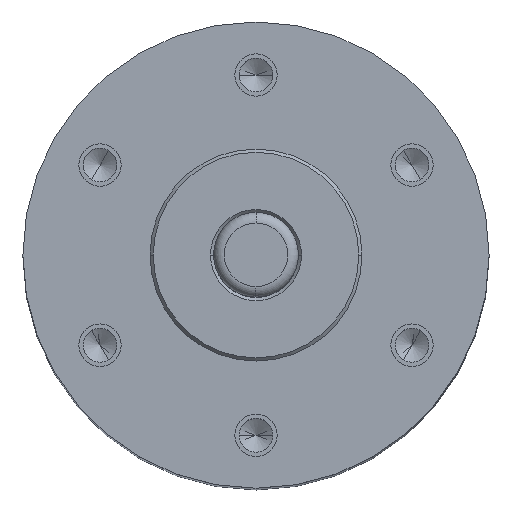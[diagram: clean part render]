
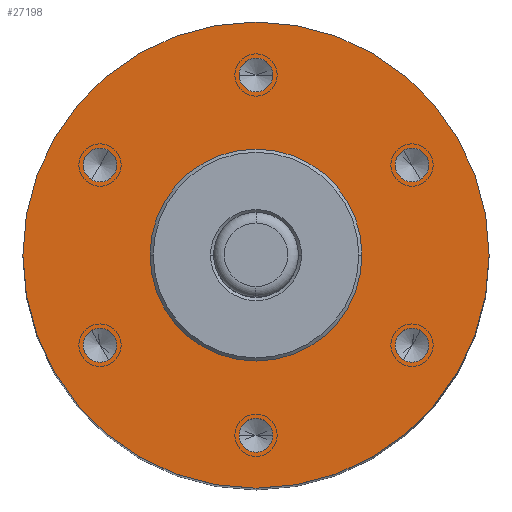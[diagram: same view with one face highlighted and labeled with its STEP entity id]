
A CAD part, top view. The second image highlights one B-rep face of the part: STEP entity #27198.
In plain terms, the highlighted planar face has unit normal (0, 0, 1).
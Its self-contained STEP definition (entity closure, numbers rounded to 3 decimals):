
#26524=CARTESIAN_POINT('',(0.,0.,0.));
#26525=DIRECTION('',(0.,0.,-1.));
#26526=DIRECTION('',(0.,1.,0.));
#26527=AXIS2_PLACEMENT_3D('',#26524,#26525,#26526);
#26556=CARTESIAN_POINT('',(0.,0.,0.));
#26557=DIRECTION('',(0.,0.,1.));
#26558=DIRECTION('',(0.,1.,0.));
#26559=AXIS2_PLACEMENT_3D('',#26556,#26557,#26558);
#26565=CARTESIAN_POINT('',(0.,0.,0.));
#26566=DIRECTION('',(0.,0.,1.));
#26567=DIRECTION('',(0.,1.,0.));
#26568=AXIS2_PLACEMENT_3D('',#26565,#26566,#26567);
#26570=CARTESIAN_POINT('',(0.,0.,0.));
#26571=DIRECTION('',(0.,0.,-1.));
#26572=DIRECTION('',(0.,1.,0.));
#26573=AXIS2_PLACEMENT_3D('',#26570,#26571,#26572);
#26575=CARTESIAN_POINT('',(0.,8.5,0.));
#26576=DIRECTION('',(0.,0.,1.));
#26577=DIRECTION('',(-1.,0.,0.));
#26578=AXIS2_PLACEMENT_3D('',#26575,#26576,#26577);
#26580=CARTESIAN_POINT('',(0.,8.5,0.));
#26581=DIRECTION('',(0.,0.,1.));
#26582=DIRECTION('',(1.,0.,0.));
#26583=AXIS2_PLACEMENT_3D('',#26580,#26581,#26582);
#26585=CARTESIAN_POINT('',(7.361,4.25,0.));
#26586=DIRECTION('',(0.,0.,1.));
#26587=DIRECTION('',(-0.5,0.866,0.));
#26588=AXIS2_PLACEMENT_3D('',#26585,#26586,#26587);
#26590=CARTESIAN_POINT('',(7.361,4.25,0.));
#26591=DIRECTION('',(0.,0.,1.));
#26592=DIRECTION('',(0.5,-0.866,0.));
#26593=AXIS2_PLACEMENT_3D('',#26590,#26591,#26592);
#26595=CARTESIAN_POINT('',(7.361,-4.25,0.));
#26596=DIRECTION('',(0.,0.,1.));
#26597=DIRECTION('',(0.5,0.866,0.));
#26598=AXIS2_PLACEMENT_3D('',#26595,#26596,#26597);
#26600=CARTESIAN_POINT('',(7.361,-4.25,0.));
#26601=DIRECTION('',(0.,0.,1.));
#26602=DIRECTION('',(-0.5,-0.866,0.));
#26603=AXIS2_PLACEMENT_3D('',#26600,#26601,#26602);
#26605=CARTESIAN_POINT('',(0.,-8.5,0.));
#26606=DIRECTION('',(0.,0.,1.));
#26607=DIRECTION('',(1.,0.,0.));
#26608=AXIS2_PLACEMENT_3D('',#26605,#26606,#26607);
#26610=CARTESIAN_POINT('',(0.,-8.5,0.));
#26611=DIRECTION('',(0.,0.,1.));
#26612=DIRECTION('',(-1.,0.,0.));
#26613=AXIS2_PLACEMENT_3D('',#26610,#26611,#26612);
#26615=CARTESIAN_POINT('',(-7.361,-4.25,0.));
#26616=DIRECTION('',(0.,0.,1.));
#26617=DIRECTION('',(0.5,-0.866,0.));
#26618=AXIS2_PLACEMENT_3D('',#26615,#26616,#26617);
#26620=CARTESIAN_POINT('',(-7.361,-4.25,0.));
#26621=DIRECTION('',(0.,0.,1.));
#26622=DIRECTION('',(-0.5,0.866,0.));
#26623=AXIS2_PLACEMENT_3D('',#26620,#26621,#26622);
#26625=CARTESIAN_POINT('',(-7.361,4.25,0.));
#26626=DIRECTION('',(0.,0.,1.));
#26627=DIRECTION('',(-0.5,-0.866,0.));
#26628=AXIS2_PLACEMENT_3D('',#26625,#26626,#26627);
#26630=CARTESIAN_POINT('',(-7.361,4.25,0.));
#26631=DIRECTION('',(0.,0.,1.));
#26632=DIRECTION('',(0.5,0.866,0.));
#26633=AXIS2_PLACEMENT_3D('',#26630,#26631,#26632);
#26982=CARTESIAN_POINT('',(0.,11.,0.));
#26984=VERTEX_POINT('',#26982);
#26998=CARTESIAN_POINT('',(0.,-11.,0.));
#27000=VERTEX_POINT('',#26998);
#27001=CARTESIAN_POINT('',(0.,5.,0.));
#27002=CARTESIAN_POINT('',(0.,-5.,0.));
#27003=VERTEX_POINT('',#27001);
#27004=VERTEX_POINT('',#27002);
#27035=CARTESIAN_POINT('',(-0.8,8.5,0.));
#27036=CARTESIAN_POINT('',(0.8,8.5,0.));
#27037=VERTEX_POINT('',#27035);
#27038=VERTEX_POINT('',#27036);
#27045=CARTESIAN_POINT('',(6.961,4.943,0.));
#27046=CARTESIAN_POINT('',(7.761,3.557,0.));
#27047=VERTEX_POINT('',#27045);
#27048=VERTEX_POINT('',#27046);
#27055=CARTESIAN_POINT('',(7.761,-3.557,0.));
#27056=CARTESIAN_POINT('',(6.961,-4.943,0.));
#27057=VERTEX_POINT('',#27055);
#27058=VERTEX_POINT('',#27056);
#27065=CARTESIAN_POINT('',(0.8,-8.5,0.));
#27066=CARTESIAN_POINT('',(-0.8,-8.5,0.));
#27067=VERTEX_POINT('',#27065);
#27068=VERTEX_POINT('',#27066);
#27075=CARTESIAN_POINT('',(-6.961,-4.943,0.));
#27076=CARTESIAN_POINT('',(-7.761,-3.557,0.));
#27077=VERTEX_POINT('',#27075);
#27078=VERTEX_POINT('',#27076);
#27085=CARTESIAN_POINT('',(-7.761,3.557,0.));
#27086=CARTESIAN_POINT('',(-6.961,4.943,0.));
#27087=VERTEX_POINT('',#27085);
#27088=VERTEX_POINT('',#27086);
#27147=CARTESIAN_POINT('',(0.,0.,0.));
#27148=DIRECTION('',(0.,0.,-1.));
#27149=DIRECTION('',(0.,-1.,0.));
#27150=AXIS2_PLACEMENT_3D('',#27147,#27148,#27149);
#27151=PLANE('',#27150);
#27153=ORIENTED_EDGE('',*,*,#27152,.F.);
#27155=ORIENTED_EDGE('',*,*,#27154,.T.);
#27156=EDGE_LOOP('',(#27153,#27155));
#27157=FACE_OUTER_BOUND('',#27156,.F.);
#27158=ORIENTED_EDGE('',*,*,#27098,.F.);
#27159=ORIENTED_EDGE('',*,*,#27141,.T.);
#27160=EDGE_LOOP('',(#27158,#27159));
#27161=FACE_BOUND('',#27160,.F.);
#27163=ORIENTED_EDGE('',*,*,#27162,.T.);
#27165=ORIENTED_EDGE('',*,*,#27164,.T.);
#27166=EDGE_LOOP('',(#27163,#27165));
#27167=FACE_BOUND('',#27166,.F.);
#27169=ORIENTED_EDGE('',*,*,#27168,.T.);
#27171=ORIENTED_EDGE('',*,*,#27170,.T.);
#27172=EDGE_LOOP('',(#27169,#27171));
#27173=FACE_BOUND('',#27172,.F.);
#27175=ORIENTED_EDGE('',*,*,#27174,.T.);
#27177=ORIENTED_EDGE('',*,*,#27176,.T.);
#27178=EDGE_LOOP('',(#27175,#27177));
#27179=FACE_BOUND('',#27178,.F.);
#27181=ORIENTED_EDGE('',*,*,#27180,.T.);
#27183=ORIENTED_EDGE('',*,*,#27182,.T.);
#27184=EDGE_LOOP('',(#27181,#27183));
#27185=FACE_BOUND('',#27184,.F.);
#27187=ORIENTED_EDGE('',*,*,#27186,.T.);
#27189=ORIENTED_EDGE('',*,*,#27188,.T.);
#27190=EDGE_LOOP('',(#27187,#27189));
#27191=FACE_BOUND('',#27190,.F.);
#27193=ORIENTED_EDGE('',*,*,#27192,.T.);
#27195=ORIENTED_EDGE('',*,*,#27194,.T.);
#27196=EDGE_LOOP('',(#27193,#27195));
#27197=FACE_BOUND('',#27196,.F.);
#27198=ADVANCED_FACE('',(#27157,#27161,#27167,#27173,#27179,#27185,#27191,
#27197),#27151,.F.);
#26528=CIRCLE('',#26527,5.);
#26560=CIRCLE('',#26559,5.);
#26569=CIRCLE('',#26568,11.);
#26574=CIRCLE('',#26573,11.);
#26579=CIRCLE('',#26578,0.8);
#26584=CIRCLE('',#26583,0.8);
#26589=CIRCLE('',#26588,0.8);
#26594=CIRCLE('',#26593,0.8);
#26599=CIRCLE('',#26598,0.8);
#26604=CIRCLE('',#26603,0.8);
#26609=CIRCLE('',#26608,0.8);
#26614=CIRCLE('',#26613,0.8);
#26619=CIRCLE('',#26618,0.8);
#26624=CIRCLE('',#26623,0.8);
#26629=CIRCLE('',#26628,0.8);
#26634=CIRCLE('',#26633,0.8);
#27098=EDGE_CURVE('',#27003,#27004,#26528,.T.);
#27141=EDGE_CURVE('',#27003,#27004,#26560,.T.);
#27152=EDGE_CURVE('',#26984,#27000,#26569,.T.);
#27154=EDGE_CURVE('',#26984,#27000,#26574,.T.);
#27162=EDGE_CURVE('',#27037,#27038,#26579,.T.);
#27164=EDGE_CURVE('',#27038,#27037,#26584,.T.);
#27168=EDGE_CURVE('',#27047,#27048,#26589,.T.);
#27170=EDGE_CURVE('',#27048,#27047,#26594,.T.);
#27174=EDGE_CURVE('',#27057,#27058,#26599,.T.);
#27176=EDGE_CURVE('',#27058,#27057,#26604,.T.);
#27180=EDGE_CURVE('',#27067,#27068,#26609,.T.);
#27182=EDGE_CURVE('',#27068,#27067,#26614,.T.);
#27186=EDGE_CURVE('',#27077,#27078,#26619,.T.);
#27188=EDGE_CURVE('',#27078,#27077,#26624,.T.);
#27192=EDGE_CURVE('',#27087,#27088,#26629,.T.);
#27194=EDGE_CURVE('',#27088,#27087,#26634,.T.);
